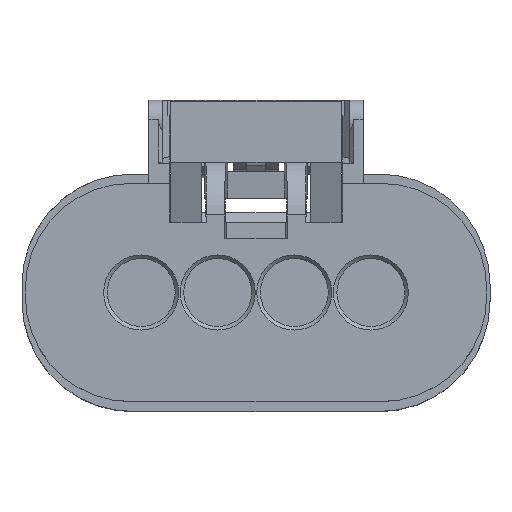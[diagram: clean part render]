
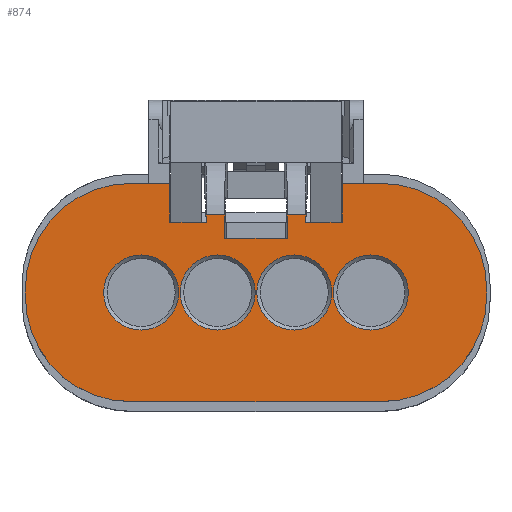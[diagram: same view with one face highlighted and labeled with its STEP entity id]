
A CAD part, top view. The second image highlights one B-rep face of the part: STEP entity #874.
In plain terms, the highlighted planar face has unit normal (0, 0, 1).
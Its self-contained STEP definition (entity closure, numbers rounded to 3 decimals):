
#874=ADVANCED_FACE('',(#1508,#1509,#1510,#1511,#1512),#1276,.T.);
#1276=PLANE('',#9403);
#1508=FACE_BOUND('',#1727,.T.);
#1509=FACE_BOUND('',#1728,.T.);
#1510=FACE_BOUND('',#1729,.T.);
#1511=FACE_BOUND('',#1730,.T.);
#1512=FACE_BOUND('',#1731,.T.);
#1727=EDGE_LOOP('',(#5196));
#1728=EDGE_LOOP('',(#5197));
#1729=EDGE_LOOP('',(#5198));
#1730=EDGE_LOOP('',(#5199));
#1731=EDGE_LOOP('',(#5200,#5201,#5202,#5203,#5204,#5205,#5206,#5207,#5208,
#5209,#5210,#5211,#5212,#5213,#5214,#5215,#5216,#5217,#5218,#5219));
#2305=LINE('',#13715,#3383);
#2310=LINE('',#13726,#3388);
#2315=LINE('',#13740,#3393);
#2317=LINE('',#13748,#3395);
#2323=LINE('',#13764,#3401);
#2386=LINE('',#13927,#3464);
#2388=LINE('',#13930,#3466);
#2455=LINE('',#14095,#3533);
#2464=LINE('',#14127,#3542);
#2465=LINE('',#14129,#3543);
#2466=LINE('',#14131,#3544);
#2467=LINE('',#14133,#3545);
#2468=LINE('',#14134,#3546);
#2469=LINE('',#14136,#3547);
#2470=LINE('',#14138,#3548);
#2471=LINE('',#14140,#3549);
#3383=VECTOR('',#10410,1.);
#3388=VECTOR('',#10417,1.);
#3393=VECTOR('',#10430,1.);
#3395=VECTOR('',#10440,1.);
#3401=VECTOR('',#10454,1.);
#3464=VECTOR('',#10597,1.);
#3466=VECTOR('',#10601,1.);
#3533=VECTOR('',#10718,1.);
#3542=VECTOR('',#10745,1.);
#3543=VECTOR('',#10746,1.);
#3544=VECTOR('',#10747,1.);
#3545=VECTOR('',#10748,1.);
#3546=VECTOR('',#10749,1.);
#3547=VECTOR('',#10750,1.);
#3548=VECTOR('',#10751,1.);
#3549=VECTOR('',#10752,1.);
#5196=ORIENTED_EDGE('',*,*,#8281,.T.);
#5197=ORIENTED_EDGE('',*,*,#8282,.T.);
#5198=ORIENTED_EDGE('',*,*,#8283,.T.);
#5199=ORIENTED_EDGE('',*,*,#8284,.T.);
#5200=ORIENTED_EDGE('',*,*,#8114,.F.);
#5201=ORIENTED_EDGE('',*,*,#8112,.T.);
#5202=ORIENTED_EDGE('',*,*,#8108,.T.);
#5203=ORIENTED_EDGE('',*,*,#8104,.T.);
#5204=ORIENTED_EDGE('',*,*,#8101,.T.);
#5205=ORIENTED_EDGE('',*,*,#8100,.T.);
#5206=ORIENTED_EDGE('',*,*,#8095,.T.);
#5207=ORIENTED_EDGE('',*,*,#8093,.T.);
#5208=ORIENTED_EDGE('',*,*,#8190,.F.);
#5209=ORIENTED_EDGE('',*,*,#8285,.F.);
#5210=ORIENTED_EDGE('',*,*,#8286,.T.);
#5211=ORIENTED_EDGE('',*,*,#8287,.T.);
#5212=ORIENTED_EDGE('',*,*,#8288,.F.);
#5213=ORIENTED_EDGE('',*,*,#8270,.F.);
#5214=ORIENTED_EDGE('',*,*,#8289,.T.);
#5215=ORIENTED_EDGE('',*,*,#8290,.F.);
#5216=ORIENTED_EDGE('',*,*,#8291,.F.);
#5217=ORIENTED_EDGE('',*,*,#8292,.F.);
#5218=ORIENTED_EDGE('',*,*,#8192,.F.);
#5219=ORIENTED_EDGE('',*,*,#8088,.T.);
#7087=VERTEX_POINT('',#13714);
#7088=VERTEX_POINT('',#13716);
#7092=VERTEX_POINT('',#13725);
#7093=VERTEX_POINT('',#13727);
#7094=VERTEX_POINT('',#13731);
#7096=VERTEX_POINT('',#13737);
#7098=VERTEX_POINT('',#13743);
#7100=VERTEX_POINT('',#13749);
#7103=VERTEX_POINT('',#13757);
#7105=VERTEX_POINT('',#13762);
#7164=VERTEX_POINT('',#13925);
#7166=VERTEX_POINT('',#13931);
#7227=VERTEX_POINT('',#14096);
#7228=VERTEX_POINT('',#14097);
#7237=VERTEX_POINT('',#14120);
#7238=VERTEX_POINT('',#14122);
#7239=VERTEX_POINT('',#14124);
#7240=VERTEX_POINT('',#14126);
#7241=VERTEX_POINT('',#14128);
#7242=VERTEX_POINT('',#14130);
#7243=VERTEX_POINT('',#14132);
#7244=VERTEX_POINT('',#14135);
#7245=VERTEX_POINT('',#14137);
#7246=VERTEX_POINT('',#14139);
#8088=EDGE_CURVE('',#7088,#7087,#2305,.T.);
#8093=EDGE_CURVE('',#7093,#7092,#2310,.T.);
#8095=EDGE_CURVE('',#7094,#7093,#9049,.T.);
#8100=EDGE_CURVE('',#7096,#7094,#2315,.T.);
#8101=EDGE_CURVE('',#7098,#7096,#9051,.T.);
#8104=EDGE_CURVE('',#7100,#7098,#2317,.T.);
#8108=EDGE_CURVE('',#7103,#7100,#9054,.T.);
#8112=EDGE_CURVE('',#7105,#7103,#2323,.T.);
#8114=EDGE_CURVE('',#7105,#7087,#9056,.T.);
#8190=EDGE_CURVE('',#7164,#7092,#2386,.T.);
#8192=EDGE_CURVE('',#7088,#7166,#2388,.T.);
#8270=EDGE_CURVE('',#7227,#7228,#2455,.T.);
#8281=EDGE_CURVE('',#7237,#7237,#9073,.T.);
#8282=EDGE_CURVE('',#7238,#7238,#9074,.T.);
#8283=EDGE_CURVE('',#7239,#7239,#9075,.T.);
#8284=EDGE_CURVE('',#7240,#7240,#9076,.T.);
#8285=EDGE_CURVE('',#7241,#7164,#2464,.T.);
#8286=EDGE_CURVE('',#7241,#7242,#2465,.T.);
#8287=EDGE_CURVE('',#7242,#7243,#2466,.T.);
#8288=EDGE_CURVE('',#7228,#7243,#2467,.T.);
#8289=EDGE_CURVE('',#7227,#7244,#2468,.T.);
#8290=EDGE_CURVE('',#7245,#7244,#2469,.T.);
#8291=EDGE_CURVE('',#7246,#7245,#2470,.T.);
#8292=EDGE_CURVE('',#7166,#7246,#2471,.T.);
#9049=CIRCLE('',#9317,5.5);
#9051=CIRCLE('',#9321,5.5);
#9054=CIRCLE('',#9326,5.5);
#9056=CIRCLE('',#9330,5.5);
#9073=CIRCLE('',#9399,1.96);
#9074=CIRCLE('',#9400,1.96);
#9075=CIRCLE('',#9401,1.96);
#9076=CIRCLE('',#9402,1.96);
#9317=AXIS2_PLACEMENT_3D('',#13730,#10421,#10422);
#9321=AXIS2_PLACEMENT_3D('',#13742,#10433,#10434);
#9326=AXIS2_PLACEMENT_3D('',#13756,#10447,#10448);
#9330=AXIS2_PLACEMENT_3D('',#13767,#10459,#10460);
#9399=AXIS2_PLACEMENT_3D('',#14119,#10737,#10738);
#9400=AXIS2_PLACEMENT_3D('',#14121,#10739,#10740);
#9401=AXIS2_PLACEMENT_3D('',#14123,#10741,#10742);
#9402=AXIS2_PLACEMENT_3D('',#14125,#10743,#10744);
#9403=AXIS2_PLACEMENT_3D('',#14141,#10753,#10754);
#10410=DIRECTION('',(-1.,0.,0.));
#10417=DIRECTION('',(-1.,0.,0.));
#10421=DIRECTION('',(0.,0.,1.));
#10422=DIRECTION('',(1.,0.,0.));
#10430=DIRECTION('',(0.,1.,0.));
#10433=DIRECTION('',(0.,0.,1.));
#10434=DIRECTION('',(1.,0.,0.));
#10440=DIRECTION('',(1.,0.,0.));
#10447=DIRECTION('',(0.,0.,1.));
#10448=DIRECTION('',(1.,0.,0.));
#10454=DIRECTION('',(0.,-1.,0.));
#10459=DIRECTION('',(0.,0.,-1.));
#10460=DIRECTION('',(1.,0.,0.));
#10597=DIRECTION('',(0.,1.,0.));
#10601=DIRECTION('',(0.,-1.,0.));
#10718=DIRECTION('',(1.,0.,0.));
#10737=DIRECTION('',(0.,0.,-1.));
#10738=DIRECTION('',(1.,0.,0.));
#10739=DIRECTION('',(0.,0.,-1.));
#10740=DIRECTION('',(1.,0.,0.));
#10741=DIRECTION('',(0.,0.,-1.));
#10742=DIRECTION('',(1.,0.,0.));
#10743=DIRECTION('',(0.,0.,-1.));
#10744=DIRECTION('',(1.,0.,0.));
#10745=DIRECTION('',(1.,0.,0.));
#10746=DIRECTION('',(0.,1.,0.));
#10747=DIRECTION('',(-1.,0.,0.));
#10748=DIRECTION('',(0.,1.,0.));
#10749=DIRECTION('',(0.,1.,0.));
#10750=DIRECTION('',(1.,0.,0.));
#10751=DIRECTION('',(0.,1.,0.));
#10752=DIRECTION('',(1.,0.,0.));
#10753=DIRECTION('',(0.,0.,1.));
#10754=DIRECTION('',(-1.,0.,0.));
#13714=CARTESIAN_POINT('',(-6.55,5.7,25.4));
#13715=CARTESIAN_POINT('',(-3.435,5.7,25.4));
#13716=CARTESIAN_POINT('',(-4.5,5.7,25.4));
#13725=CARTESIAN_POINT('',(4.5,5.7,25.4));
#13726=CARTESIAN_POINT('',(-1.4,5.7,25.4));
#13727=CARTESIAN_POINT('',(6.55,5.7,25.4));
#13730=CARTESIAN_POINT('',(6.55,0.2,25.4));
#13731=CARTESIAN_POINT('',(12.05,0.2,25.4));
#13737=CARTESIAN_POINT('',(12.05,-0.2,25.4));
#13740=CARTESIAN_POINT('',(12.05,-1.7,25.4));
#13742=CARTESIAN_POINT('',(6.55,-0.2,25.4));
#13743=CARTESIAN_POINT('',(6.55,-5.7,25.4));
#13748=CARTESIAN_POINT('',(-3.435,-5.7,25.4));
#13749=CARTESIAN_POINT('',(-6.55,-5.7,25.4));
#13756=CARTESIAN_POINT('',(-6.55,-0.2,25.4));
#13757=CARTESIAN_POINT('',(-12.05,-0.2,25.4));
#13762=CARTESIAN_POINT('',(-12.05,0.2,25.4));
#13764=CARTESIAN_POINT('',(-12.05,0.6,25.4));
#13767=CARTESIAN_POINT('',(-6.55,0.2,25.4));
#13925=CARTESIAN_POINT('',(4.5,3.675,25.4));
#13927=CARTESIAN_POINT('',(4.5,0.,25.4));
#13930=CARTESIAN_POINT('',(-4.5,0.,25.4));
#13931=CARTESIAN_POINT('',(-4.5,3.675,25.4));
#14095=CARTESIAN_POINT('',(-4.,2.825,25.4));
#14096=CARTESIAN_POINT('',(-1.626,2.825,25.4));
#14097=CARTESIAN_POINT('',(1.626,2.825,25.4));
#14119=CARTESIAN_POINT('',(6.,0.,25.4));
#14120=CARTESIAN_POINT('',(7.96,0.,25.4));
#14121=CARTESIAN_POINT('',(2.,0.,25.4));
#14122=CARTESIAN_POINT('',(3.96,0.,25.4));
#14123=CARTESIAN_POINT('',(-2.,0.,25.4));
#14124=CARTESIAN_POINT('',(-0.04,0.,25.4));
#14125=CARTESIAN_POINT('',(-6.,0.,25.4));
#14126=CARTESIAN_POINT('',(-4.04,0.,25.4));
#14127=CARTESIAN_POINT('',(-4.,3.675,25.4));
#14128=CARTESIAN_POINT('',(2.596,3.675,25.4));
#14129=CARTESIAN_POINT('',(2.596,3.6,25.4));
#14130=CARTESIAN_POINT('',(2.596,4.05,25.4));
#14131=CARTESIAN_POINT('',(-3.,4.05,25.4));
#14132=CARTESIAN_POINT('',(1.626,4.05,25.4));
#14133=CARTESIAN_POINT('',(1.626,0.,25.4));
#14134=CARTESIAN_POINT('',(-1.626,3.575,25.4));
#14135=CARTESIAN_POINT('',(-1.626,4.05,25.4));
#14136=CARTESIAN_POINT('',(-3.,4.05,25.4));
#14137=CARTESIAN_POINT('',(-2.596,4.05,25.4));
#14138=CARTESIAN_POINT('',(-2.596,0.,25.4));
#14139=CARTESIAN_POINT('',(-2.596,3.675,25.4));
#14140=CARTESIAN_POINT('',(-0.035,3.675,25.4));
#14141=CARTESIAN_POINT('',(-0.035,0.,25.4));
